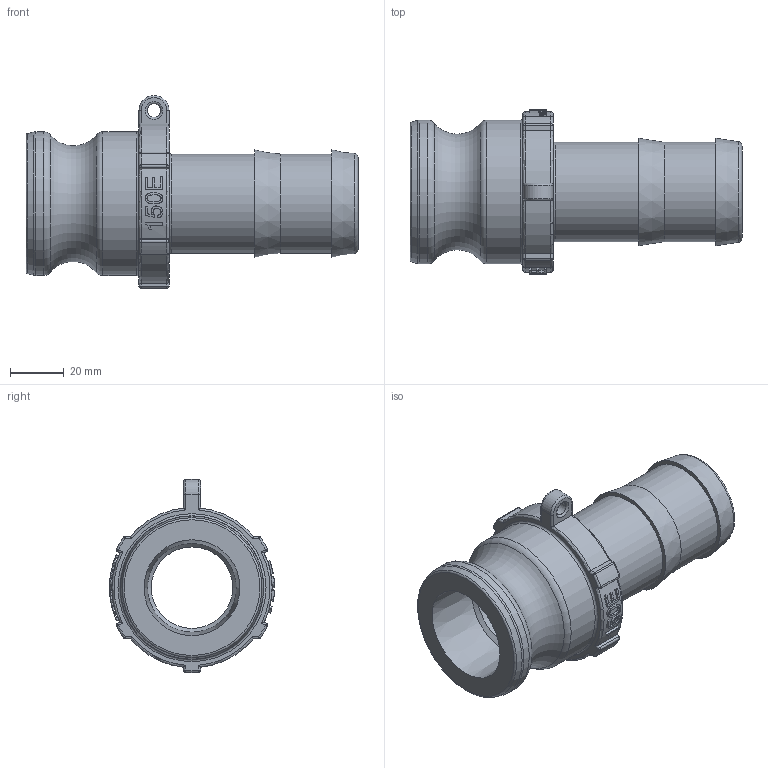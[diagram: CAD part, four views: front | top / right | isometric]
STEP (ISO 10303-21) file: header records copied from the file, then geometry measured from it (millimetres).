
FILE_DESCRIPTION(/* description */ ('1 1/2" Male Coupling X 1 1/2" HB'),/* implementation_level */ '2;1');
FILE_NAME(/* name */ '150E.stp',/* time_stamp */ '2014-03-06T15:57:27-05:00',/* author */ ('DTruax'),/* organization */ (''),/* preprocessor_version */ 'ST-DEVELOPER v15.2',/* originating_system */ 'Autodesk Inventor 2014',/* authorisation */ '');
FILE_SCHEMA (('AUTOMOTIVE_DESIGN { 1 0 10303 214 3 1 1 }'));
Products named in the file (1): 150E
Bounding box: 123.19 x 61.21 x 71.62 mm (x, y, z)
Volume: 98791.3 mm3; surface area: 34077.7 mm2
Topology: 1 solids, 1 shells, 399 faces, 977 edges, 617 vertices
Faces by surface type: plane 156, bspline 99, cylinder 85, torus 34, sphere 20, cone 5
Full cylindrical faces by diameter (mm): 5.08 x1, 30.226 x1, 36.83 x2, 53.34 x2
Entity records: 38615 total; most frequent: CARTESIAN_POINT 30059, ORIENTED_EDGE 1912, DIRECTION 1451, EDGE_CURVE 956, VERTEX_POINT 617, AXIS2_PLACEMENT_3D 534, EDGE_LOOP 461, ADVANCED_FACE 399
